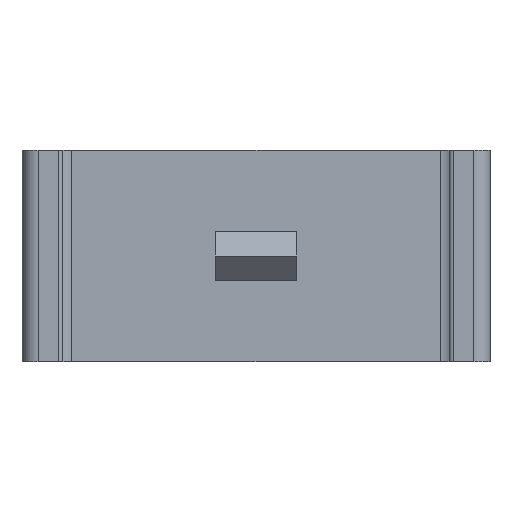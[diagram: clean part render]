
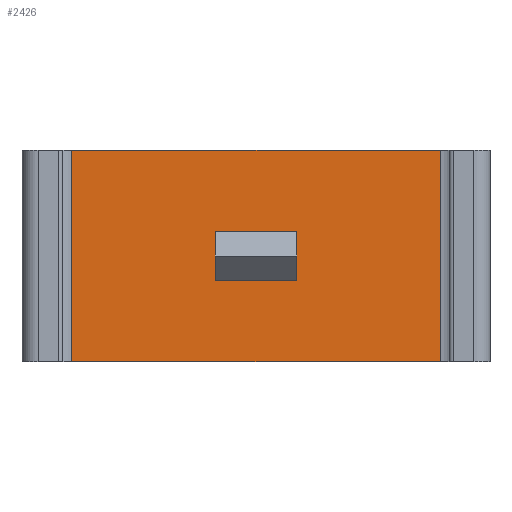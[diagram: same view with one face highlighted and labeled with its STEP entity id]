
A CAD part, front view. The second image highlights one B-rep face of the part: STEP entity #2426.
In plain terms, the highlighted planar face has unit normal (0, -1, 0).
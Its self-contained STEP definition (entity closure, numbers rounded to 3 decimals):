
#4 = CARTESIAN_POINT ( 'NONE',  ( 11.3, -12.9, -6.498 ) ) ;
#60 = CARTESIAN_POINT ( 'NONE',  ( 2.5, -12.9, -1.5 ) ) ;
#65 = LINE ( 'NONE', #854, #1301 ) ;
#72 = DIRECTION ( 'NONE',  ( 0., 0., 1. ) ) ;
#75 = VECTOR ( 'NONE', #72, 1000. ) ;
#90 = CARTESIAN_POINT ( 'NONE',  ( 11.3, -12.9, 6.5 ) ) ;
#106 = LINE ( 'NONE', #713, #1541 ) ;
#118 = DIRECTION ( 'NONE',  ( 1., 0., 0. ) ) ;
#135 = CARTESIAN_POINT ( 'NONE',  ( -2.5, -12.9, -1.5 ) ) ;
#144 = VERTEX_POINT ( 'NONE', #178 ) ;
#178 = CARTESIAN_POINT ( 'NONE',  ( -2.5, -12.9, 1.5 ) ) ;
#230 = VERTEX_POINT ( 'NONE', #4 ) ;
#254 = FACE_OUTER_BOUND ( 'NONE', #571, .T. ) ;
#290 = CARTESIAN_POINT ( 'NONE',  ( -11.3, -12.9, 6.5 ) ) ;
#369 = DIRECTION ( 'NONE',  ( -1., 0., 0. ) ) ;
#374 = VERTEX_POINT ( 'NONE', #1855 ) ;
#430 = DIRECTION ( 'NONE',  ( -1., 0., 0. ) ) ;
#433 = EDGE_LOOP ( 'NONE', ( #2198, #2045, #2508, #2486 ) ) ;
#435 = CARTESIAN_POINT ( 'NONE',  ( -11.3, -12.9, 6.5 ) ) ;
#464 = DIRECTION ( 'NONE',  ( 1., 0., 0. ) ) ;
#497 = DIRECTION ( 'NONE',  ( 0., 0., -1. ) ) ;
#571 = EDGE_LOOP ( 'NONE', ( #918, #1857, #1082, #1921 ) ) ;
#585 = VERTEX_POINT ( 'NONE', #944 ) ;
#600 = LINE ( 'NONE', #60, #75 ) ;
#613 = LINE ( 'NONE', #1002, #1068 ) ;
#630 = DIRECTION ( 'NONE',  ( 0., 0., -1. ) ) ;
#661 = CARTESIAN_POINT ( 'NONE',  ( -2.5, -12.9, -1.5 ) ) ;
#700 = VECTOR ( 'NONE', #430, 1000. ) ;
#713 = CARTESIAN_POINT ( 'NONE',  ( 14.35, -12.9, -6.498 ) ) ;
#769 = EDGE_CURVE ( 'NONE', #1655, #1447, #1217, .T. ) ;
#772 = VECTOR ( 'NONE', #497, 1000. ) ;
#829 = DIRECTION ( 'NONE',  ( 0., 0., 1. ) ) ;
#833 = CARTESIAN_POINT ( 'NONE',  ( 2.5, -12.9, -1.5 ) ) ;
#854 = CARTESIAN_POINT ( 'NONE',  ( 2.5, -12.9, 1.5 ) ) ;
#918 = ORIENTED_EDGE ( 'NONE', *, *, #1505, .T. ) ;
#944 = CARTESIAN_POINT ( 'NONE',  ( -11.3, -12.9, -6.498 ) ) ;
#1002 = CARTESIAN_POINT ( 'NONE',  ( 14.35, -12.9, 6.498 ) ) ;
#1027 = DIRECTION ( 'NONE',  ( 0., 1., 0. ) ) ;
#1036 = EDGE_CURVE ( 'NONE', #1669, #230, #2381, .T. ) ;
#1061 = AXIS2_PLACEMENT_3D ( 'NONE', #435, #1027, #464 ) ;
#1068 = VECTOR ( 'NONE', #369, 1000. ) ;
#1082 = ORIENTED_EDGE ( 'NONE', *, *, #1036, .F. ) ;
#1217 = LINE ( 'NONE', #1440, #700 ) ;
#1268 = EDGE_CURVE ( 'NONE', #1669, #2490, #613, .T. ) ;
#1301 = VECTOR ( 'NONE', #1964, 1000. ) ;
#1440 = CARTESIAN_POINT ( 'NONE',  ( 2.5, -12.9, -1.5 ) ) ;
#1447 = VERTEX_POINT ( 'NONE', #135 ) ;
#1505 = EDGE_CURVE ( 'NONE', #2490, #585, #2047, .T. ) ;
#1541 = VECTOR ( 'NONE', #118, 1000. ) ;
#1623 = FACE_BOUND ( 'NONE', #433, .T. ) ;
#1655 = VERTEX_POINT ( 'NONE', #833 ) ;
#1669 = VERTEX_POINT ( 'NONE', #2196 ) ;
#1765 = VECTOR ( 'NONE', #630, 1000. ) ;
#1816 = EDGE_CURVE ( 'NONE', #585, #230, #106, .T. ) ;
#1855 = CARTESIAN_POINT ( 'NONE',  ( 2.5, -12.9, 1.5 ) ) ;
#1857 = ORIENTED_EDGE ( 'NONE', *, *, #1816, .T. ) ;
#1921 = ORIENTED_EDGE ( 'NONE', *, *, #1268, .T. ) ;
#1964 = DIRECTION ( 'NONE',  ( -1., 0., 0. ) ) ;
#2003 = LINE ( 'NONE', #661, #2040 ) ;
#2040 = VECTOR ( 'NONE', #829, 1000. ) ;
#2045 = ORIENTED_EDGE ( 'NONE', *, *, #2360, .F. ) ;
#2047 = LINE ( 'NONE', #290, #772 ) ;
#2096 = EDGE_CURVE ( 'NONE', #1447, #144, #2003, .T. ) ;
#2142 = EDGE_CURVE ( 'NONE', #374, #144, #65, .T. ) ;
#2196 = CARTESIAN_POINT ( 'NONE',  ( 11.3, -12.9, 6.498 ) ) ;
#2198 = ORIENTED_EDGE ( 'NONE', *, *, #2142, .F. ) ;
#2216 = PLANE ( 'NONE',  #1061 ) ;
#2360 = EDGE_CURVE ( 'NONE', #1655, #374, #600, .T. ) ;
#2381 = LINE ( 'NONE', #90, #1765 ) ;
#2426 = ADVANCED_FACE ( 'NONE', ( #254, #1623 ), #2216, .F. ) ;
#2471 = CARTESIAN_POINT ( 'NONE',  ( -11.3, -12.9, 6.498 ) ) ;
#2486 = ORIENTED_EDGE ( 'NONE', *, *, #2096, .T. ) ;
#2490 = VERTEX_POINT ( 'NONE', #2471 ) ;
#2508 = ORIENTED_EDGE ( 'NONE', *, *, #769, .T. ) ;
